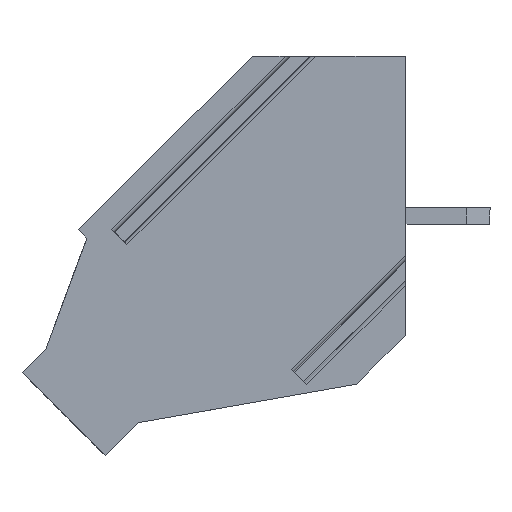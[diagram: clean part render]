
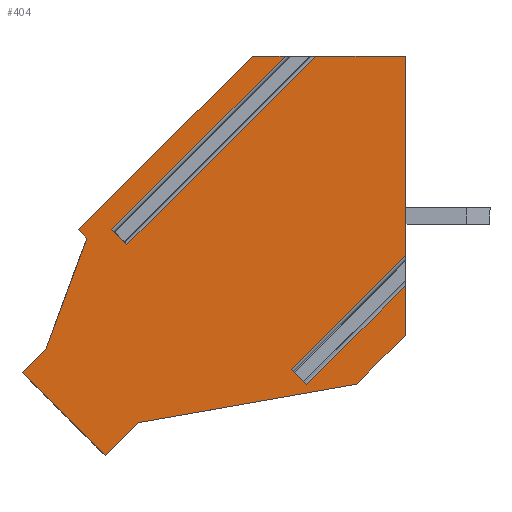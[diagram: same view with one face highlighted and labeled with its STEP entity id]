
A CAD part, left-side view. The second image highlights one B-rep face of the part: STEP entity #404.
In plain terms, the highlighted planar face has unit normal (-1, 0, 0).
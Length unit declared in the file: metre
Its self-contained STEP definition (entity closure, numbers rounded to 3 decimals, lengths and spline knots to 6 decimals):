
#404=ADVANCED_FACE('',(#851),#852,.T.);
#851=FACE_OUTER_BOUND('',#1330,.T.);
#852=PLANE('',#1331);
#1330=EDGE_LOOP('',(#2512,#2513,#2514,#2515,#2516,#2517,#2518,#2519,#2520,#2521,#2522,#2523,#2524,#2525,#2526,#2527,#2528,#2529));
#1331=AXIS2_PLACEMENT_3D('',#2530,#2531,#2532);
#2512=ORIENTED_EDGE('',*,*,#3349,.F.);
#2513=ORIENTED_EDGE('',*,*,#3161,.T.);
#2514=ORIENTED_EDGE('',*,*,#3212,.T.);
#2515=ORIENTED_EDGE('',*,*,#3002,.T.);
#2516=ORIENTED_EDGE('',*,*,#3238,.T.);
#2517=ORIENTED_EDGE('',*,*,#3326,.F.);
#2518=ORIENTED_EDGE('',*,*,#3097,.T.);
#2519=ORIENTED_EDGE('',*,*,#3019,.T.);
#2520=ORIENTED_EDGE('',*,*,#3286,.T.);
#2521=ORIENTED_EDGE('',*,*,#3361,.T.);
#2522=ORIENTED_EDGE('',*,*,#3282,.T.);
#2523=ORIENTED_EDGE('',*,*,#3362,.T.);
#2524=ORIENTED_EDGE('',*,*,#3338,.T.);
#2525=ORIENTED_EDGE('',*,*,#3270,.T.);
#2526=ORIENTED_EDGE('',*,*,#2969,.T.);
#2527=ORIENTED_EDGE('',*,*,#3080,.T.);
#2528=ORIENTED_EDGE('',*,*,#3218,.T.);
#2529=ORIENTED_EDGE('',*,*,#3254,.T.);
#2530=CARTESIAN_POINT('',(0.,-0.004895,-0.089807));
#2531=DIRECTION('',(-1.0,0.,0.));
#2532=DIRECTION('',(0.,-0.707,0.707));
#2969=EDGE_CURVE('',#3599,#3600,#3601,.T.);
#3002=EDGE_CURVE('',#3659,#3657,#3660,.T.);
#3019=EDGE_CURVE('',#3690,#3688,#3691,.T.);
#3080=EDGE_CURVE('',#3600,#3789,#3791,.T.);
#3097=EDGE_CURVE('',#3814,#3690,#3815,.F.);
#3161=EDGE_CURVE('',#3914,#3911,#3915,.F.);
#3212=EDGE_CURVE('',#3911,#3659,#3984,.T.);
#3218=EDGE_CURVE('',#3789,#3992,#3994,.T.);
#3238=EDGE_CURVE('',#3657,#4021,#4023,.T.);
#3254=EDGE_CURVE('',#3992,#4041,#4043,.T.);
#3270=EDGE_CURVE('',#4061,#3599,#4063,.T.);
#3282=EDGE_CURVE('',#4073,#4075,#4077,.T.);
#3286=EDGE_CURVE('',#3688,#4080,#4082,.T.);
#3326=EDGE_CURVE('',#3814,#4021,#4133,.T.);
#3338=EDGE_CURVE('',#4148,#4061,#4150,.T.);
#3349=EDGE_CURVE('',#3914,#4041,#4165,.T.);
#3361=EDGE_CURVE('',#4080,#4073,#4179,.T.);
#3362=EDGE_CURVE('',#4075,#4148,#4180,.T.);
#3599=VERTEX_POINT('',#4498);
#3600=VERTEX_POINT('',#4499);
#3601=LINE('',#4500,#4501);
#3657=VERTEX_POINT('',#4605);
#3659=VERTEX_POINT('',#4607);
#3660=LINE('',#4608,#4609);
#3688=VERTEX_POINT('',#4652);
#3690=VERTEX_POINT('',#4655);
#3691=LINE('',#4656,#4657);
#3789=VERTEX_POINT('',#4786);
#3791=LINE('',#4789,#4790);
#3814=VERTEX_POINT('',#4824);
#3815=LINE('',#4825,#4826);
#3911=VERTEX_POINT('',#4969);
#3914=VERTEX_POINT('',#4972);
#3915=LINE('',#4973,#4974);
#3984=LINE('',#5074,#5075);
#3992=VERTEX_POINT('',#5085);
#3994=LINE('',#5087,#5088);
#4021=VERTEX_POINT('',#5126);
#4023=LINE('',#5128,#5129);
#4041=VERTEX_POINT('',#5153);
#4043=LINE('',#5155,#5156);
#4061=VERTEX_POINT('',#5180);
#4063=LINE('',#5183,#5184);
#4073=VERTEX_POINT('',#5197);
#4075=VERTEX_POINT('',#5200);
#4077=LINE('',#5203,#5204);
#4080=VERTEX_POINT('',#5208);
#4082=LINE('',#5211,#5212);
#4133=LINE('',#5285,#5286);
#4148=VERTEX_POINT('',#5307);
#4150=LINE('',#5310,#5311);
#4165=LINE('',#5330,#5331);
#4179=LINE('',#5351,#5352);
#4180=LINE('',#5353,#5354);
#4498=CARTESIAN_POINT('',(0.,0.011348,-0.015586));
#4499=CARTESIAN_POINT('',(0.,0.002076,-0.013951));
#4500=CARTESIAN_POINT('',(0.,0.002076,-0.013951));
#4501=VECTOR('',#5533,1.0);
#4605=CARTESIAN_POINT('',(0.,0.003809,0.));
#4607=CARTESIAN_POINT('',(0.0,0.,0.));
#4608=CARTESIAN_POINT('',(0.,0.007424,0.));
#4609=VECTOR('',#5565,1.0);
#4652=CARTESIAN_POINT('',(0.,0.00651,0.));
#4655=CARTESIAN_POINT('',(0.,0.005109,0.));
#4656=CARTESIAN_POINT('',(0.,0.007424,0.));
#4657=VECTOR('',#5582,1.0);
#4786=CARTESIAN_POINT('',(0.,0.,-0.011875));
#4789=CARTESIAN_POINT('',(0.,0.,-0.011875));
#4790=VECTOR('',#5663,1.0);
#4824=CARTESIAN_POINT('',(0.,0.012486,-0.007376));
#4825=CARTESIAN_POINT('',(0.,0.045011,-0.039901));
#4826=VECTOR('',#5675,1.0);
#4969=CARTESIAN_POINT('',(0.,0.,-0.008467));
#4972=CARTESIAN_POINT('',(0.,0.004849,-0.013316));
#4973=CARTESIAN_POINT('',(0.,0.038223,-0.04669));
#4974=VECTOR('',#5729,1.0);
#5074=CARTESIAN_POINT('',(0.,0.,0.000112));
#5075=VECTOR('',#5782,1.0);
#5085=CARTESIAN_POINT('',(0.,0.,-0.009768));
#5087=CARTESIAN_POINT('',(0.,0.,0.000112));
#5088=VECTOR('',#5794,1.0);
#5126=CARTESIAN_POINT('',(0.,0.011836,-0.008027));
#5128=CARTESIAN_POINT('',(0.,0.04436,-0.040552));
#5129=VECTOR('',#5818,1.0);
#5153=CARTESIAN_POINT('',(0.,0.004199,-0.013966));
#5155=CARTESIAN_POINT('',(0.,0.037572,-0.04734));
#5156=VECTOR('',#5834,1.0);
#5180=CARTESIAN_POINT('',(0.,0.012762,-0.017));
#5183=CARTESIAN_POINT('',(0.,0.011348,-0.015586));
#5184=VECTOR('',#5848,1.0);
#5197=CARTESIAN_POINT('',(0.,0.01354,-0.007737));
#5200=CARTESIAN_POINT('',(0.,0.015272,-0.012439));
#5203=CARTESIAN_POINT('',(0.,0.015272,-0.012439));
#5204=VECTOR('',#5854,1.0);
#5208=CARTESIAN_POINT('',(0.,0.013893,-0.007383));
#5211=CARTESIAN_POINT('',(0.,0.013893,-0.007383));
#5212=VECTOR('',#5857,1.0);
#5285=CARTESIAN_POINT('',(0.,0.011949,-0.007914));
#5286=VECTOR('',#5886,1.0);
#5307=CARTESIAN_POINT('',(0.,0.016297,-0.013464));
#5310=CARTESIAN_POINT('',(0.,0.012762,-0.017));
#5311=VECTOR('',#5897,1.0);
#5330=CARTESIAN_POINT('',(0.,0.004312,-0.013853));
#5331=VECTOR('',#5911,1.0);
#5351=CARTESIAN_POINT('',(0.,0.01354,-0.007737));
#5352=VECTOR('',#5918,1.0);
#5353=CARTESIAN_POINT('',(0.,0.016297,-0.013464));
#5354=VECTOR('',#5919,1.0);
#5533=DIRECTION('',(0.,-0.985,0.174));
#5565=DIRECTION('',(0.,1.0,0.));
#5582=DIRECTION('',(0.,1.0,0.));
#5663=DIRECTION('',(0.,-0.707,0.707));
#5675=DIRECTION('',(0.,0.707,-0.707));
#5729=DIRECTION('',(0.,0.707,-0.707));
#5782=DIRECTION('',(0.,0.,1.0));
#5794=DIRECTION('',(0.,0.,1.0));
#5818=DIRECTION('',(0.,0.707,-0.707));
#5834=DIRECTION('',(0.,0.707,-0.707));
#5848=DIRECTION('',(0.,-0.707,0.707));
#5854=DIRECTION('',(0.,0.346,-0.938));
#5857=DIRECTION('',(0.,0.707,-0.707));
#5886=DIRECTION('',(0.,-0.707,-0.707));
#5897=DIRECTION('',(0.,-0.707,-0.707));
#5911=DIRECTION('',(0.,-0.707,-0.707));
#5918=DIRECTION('',(0.,-0.707,-0.707));
#5919=DIRECTION('',(0.,0.707,-0.707));
